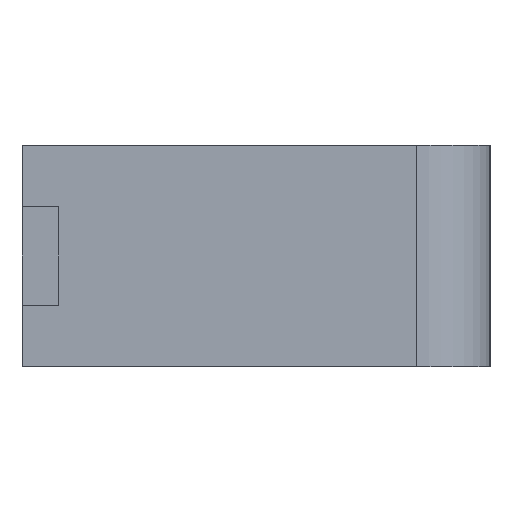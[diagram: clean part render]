
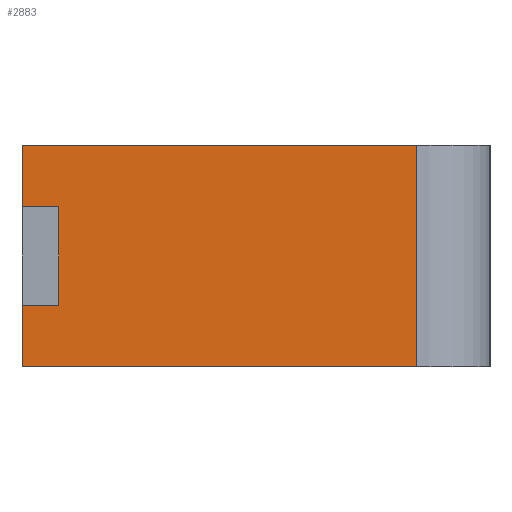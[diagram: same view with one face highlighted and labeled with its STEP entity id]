
A CAD part, left-side view. The second image highlights one B-rep face of the part: STEP entity #2883.
In plain terms, the highlighted planar face has unit normal (-1, 0, 0).
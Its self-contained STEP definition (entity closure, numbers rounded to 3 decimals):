
#56 = ORIENTED_EDGE ( 'NONE', *, *, #1852, .T. ) ;
#85 = DIRECTION ( 'NONE',  ( 1., 0., 0. ) ) ;
#329 = DIRECTION ( 'NONE',  ( 0., -1., 0. ) ) ;
#429 = CARTESIAN_POINT ( 'NONE',  ( -65., 9.5, -4.5 ) ) ;
#437 = EDGE_CURVE ( 'NONE', #1698, #4979, #3333, .T. ) ;
#548 = PLANE ( 'NONE',  #2675 ) ;
#559 = VECTOR ( 'NONE', #2764, 1000. ) ;
#571 = ORIENTED_EDGE ( 'NONE', *, *, #2216, .T. ) ;
#702 = EDGE_CURVE ( 'NONE', #3786, #1632, #1040, .T. ) ;
#781 = VECTOR ( 'NONE', #3144, 1000. ) ;
#1017 = CARTESIAN_POINT ( 'NONE',  ( -65., 9.5, 4.5 ) ) ;
#1040 = LINE ( 'NONE', #1017, #781 ) ;
#1171 = CARTESIAN_POINT ( 'NONE',  ( -65., -6.5, -4.5 ) ) ;
#1197 = CARTESIAN_POINT ( 'NONE',  ( -65., 8., 4.5 ) ) ;
#1374 = VERTEX_POINT ( 'NONE', #5222 ) ;
#1457 = EDGE_LOOP ( 'NONE', ( #4592, #571, #4876, #2081, #2962, #2206, #56, #3819 ) ) ;
#1541 = VERTEX_POINT ( 'NONE', #4212 ) ;
#1632 = VERTEX_POINT ( 'NONE', #5386 ) ;
#1672 = VERTEX_POINT ( 'NONE', #429 ) ;
#1698 = VERTEX_POINT ( 'NONE', #4253 ) ;
#1752 = DIRECTION ( 'NONE',  ( 0., 0., -1. ) ) ;
#1780 = CARTESIAN_POINT ( 'NONE',  ( -65., 9.5, -2. ) ) ;
#1821 = CARTESIAN_POINT ( 'NONE',  ( -65., -6.5, 4.5 ) ) ;
#1852 = EDGE_CURVE ( 'NONE', #1541, #1374, #3845, .T. ) ;
#2006 = EDGE_CURVE ( 'NONE', #1374, #1672, #5277, .T. ) ;
#2071 = EDGE_CURVE ( 'NONE', #4979, #1541, #2424, .T. ) ;
#2081 = ORIENTED_EDGE ( 'NONE', *, *, #3708, .T. ) ;
#2206 = ORIENTED_EDGE ( 'NONE', *, *, #2071, .T. ) ;
#2213 = CARTESIAN_POINT ( 'NONE',  ( -65., 9.5, 4.5 ) ) ;
#2216 = EDGE_CURVE ( 'NONE', #3136, #1632, #4702, .T. ) ;
#2424 = LINE ( 'NONE', #1197, #3429 ) ;
#2482 = DIRECTION ( 'NONE',  ( 0., 1., 0. ) ) ;
#2659 = VECTOR ( 'NONE', #3482, 1000. ) ;
#2675 = AXIS2_PLACEMENT_3D ( 'NONE', #2213, #85, #1752 ) ;
#2764 = DIRECTION ( 'NONE',  ( 0., 0., -1. ) ) ;
#2883 = ADVANCED_FACE ( 'NONE', ( #3818 ), #548, .F. ) ;
#2962 = ORIENTED_EDGE ( 'NONE', *, *, #437, .T. ) ;
#3136 = VERTEX_POINT ( 'NONE', #1171 ) ;
#3144 = DIRECTION ( 'NONE',  ( 0., -1., 0. ) ) ;
#3154 = DIRECTION ( 'NONE',  ( 0., -1., 0. ) ) ;
#3179 = LINE ( 'NONE', #4018, #4502 ) ;
#3239 = CARTESIAN_POINT ( 'NONE',  ( -65., 9.5, 4.5 ) ) ;
#3246 = LINE ( 'NONE', #3600, #3264 ) ;
#3264 = VECTOR ( 'NONE', #5257, 1000. ) ;
#3333 = LINE ( 'NONE', #4068, #4511 ) ;
#3429 = VECTOR ( 'NONE', #5303, 1000. ) ;
#3482 = DIRECTION ( 'NONE',  ( 0., 0., 1. ) ) ;
#3600 = CARTESIAN_POINT ( 'NONE',  ( -65., 9.5, 4.5 ) ) ;
#3708 = EDGE_CURVE ( 'NONE', #3786, #1698, #3246, .T. ) ;
#3786 = VERTEX_POINT ( 'NONE', #4515 ) ;
#3818 = FACE_OUTER_BOUND ( 'NONE', #1457, .T. ) ;
#3819 = ORIENTED_EDGE ( 'NONE', *, *, #2006, .T. ) ;
#3845 = LINE ( 'NONE', #1780, #5244 ) ;
#4018 = CARTESIAN_POINT ( 'NONE',  ( -65., 9.5, -4.5 ) ) ;
#4068 = CARTESIAN_POINT ( 'NONE',  ( -65., 9.5, 2. ) ) ;
#4212 = CARTESIAN_POINT ( 'NONE',  ( -65., 8., -2. ) ) ;
#4253 = CARTESIAN_POINT ( 'NONE',  ( -65., 9.5, 2. ) ) ;
#4502 = VECTOR ( 'NONE', #3154, 1000. ) ;
#4511 = VECTOR ( 'NONE', #329, 1000. ) ;
#4515 = CARTESIAN_POINT ( 'NONE',  ( -65., 9.5, 4.5 ) ) ;
#4592 = ORIENTED_EDGE ( 'NONE', *, *, #4835, .T. ) ;
#4702 = LINE ( 'NONE', #1821, #2659 ) ;
#4835 = EDGE_CURVE ( 'NONE', #1672, #3136, #3179, .T. ) ;
#4876 = ORIENTED_EDGE ( 'NONE', *, *, #702, .F. ) ;
#4979 = VERTEX_POINT ( 'NONE', #5393 ) ;
#5222 = CARTESIAN_POINT ( 'NONE',  ( -65., 9.5, -2. ) ) ;
#5244 = VECTOR ( 'NONE', #2482, 1000. ) ;
#5257 = DIRECTION ( 'NONE',  ( 0., 0., -1. ) ) ;
#5277 = LINE ( 'NONE', #3239, #559 ) ;
#5303 = DIRECTION ( 'NONE',  ( 0., 0., -1. ) ) ;
#5386 = CARTESIAN_POINT ( 'NONE',  ( -65., -6.5, 4.5 ) ) ;
#5393 = CARTESIAN_POINT ( 'NONE',  ( -65., 8., 2. ) ) ;
